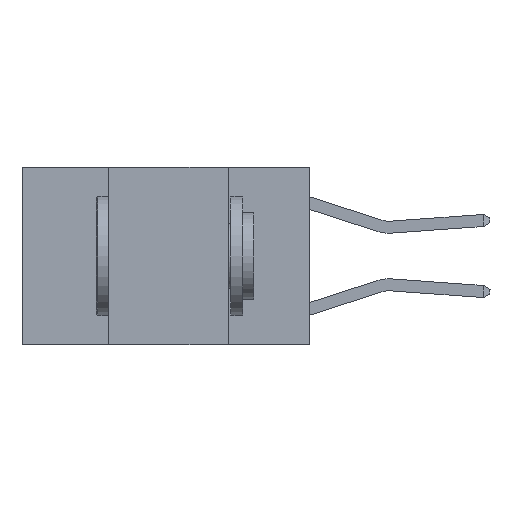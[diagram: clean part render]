
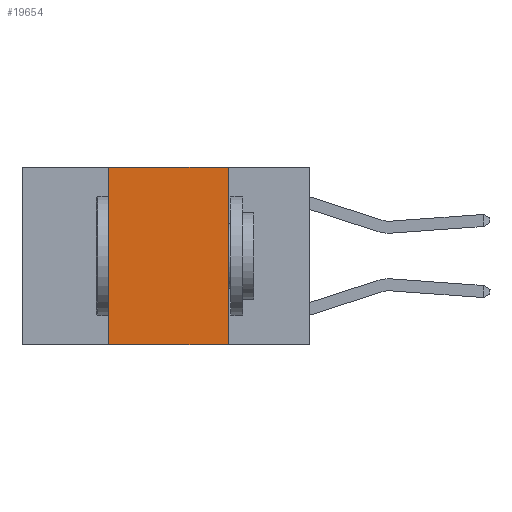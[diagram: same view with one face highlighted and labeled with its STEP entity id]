
A CAD part, left-side view. The second image highlights one B-rep face of the part: STEP entity #19654.
In plain terms, the highlighted planar face has unit normal (-1, 0, 0).
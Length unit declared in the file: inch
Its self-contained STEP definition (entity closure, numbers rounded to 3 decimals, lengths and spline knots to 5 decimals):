
#1561 = CARTESIAN_POINT ( 'NONE',  ( 0., 0.17, -0.37 ) ) ;
#1564 = VECTOR ( 'NONE', #17200, 39.37008 ) ;
#2232 = VERTEX_POINT ( 'NONE', #9054 ) ;
#3032 = LINE ( 'NONE', #17359, #13698 ) ;
#4647 = DIRECTION ( 'NONE',  ( 0., 0., 1. ) ) ;
#5196 = ORIENTED_EDGE ( 'NONE', *, *, #9529, .F. ) ;
#5349 = PLANE ( 'NONE',  #20332 ) ;
#5413 = EDGE_CURVE ( 'NONE', #16682, #13436, #15487, .T. ) ;
#6047 = EDGE_CURVE ( 'NONE', #2232, #13436, #14727, .T. ) ;
#7015 = DIRECTION ( 'NONE',  ( 0., 0., -1. ) ) ;
#7189 = EDGE_CURVE ( 'NONE', #15467, #2232, #19438, .T. ) ;
#7196 = CARTESIAN_POINT ( 'NONE',  ( 0., 0.6, 0. ) ) ;
#9054 = CARTESIAN_POINT ( 'NONE',  ( 0., 0.17, 0. ) ) ;
#9529 = EDGE_CURVE ( 'NONE', #16682, #15467, #3032, .T. ) ;
#10125 = CARTESIAN_POINT ( 'NONE',  ( 0., 0.42, 0. ) ) ;
#11003 = VECTOR ( 'NONE', #20708, 39.37008 ) ;
#11675 = DIRECTION ( 'NONE',  ( 1., 0., 0. ) ) ;
#12667 = VECTOR ( 'NONE', #17045, 39.37008 ) ;
#13139 = CARTESIAN_POINT ( 'NONE',  ( 0., 0.17, 0. ) ) ;
#13436 = VERTEX_POINT ( 'NONE', #1561 ) ;
#13698 = VECTOR ( 'NONE', #4647, 39.37008 ) ;
#13928 = CARTESIAN_POINT ( 'NONE',  ( 0., 0.42, -0.37 ) ) ;
#14727 = LINE ( 'NONE', #13139, #12667 ) ;
#14753 = EDGE_LOOP ( 'NONE', ( #15689, #17690, #5196, #16489 ) ) ;
#15467 = VERTEX_POINT ( 'NONE', #10125 ) ;
#15487 = LINE ( 'NONE', #18781, #1564 ) ;
#15689 = ORIENTED_EDGE ( 'NONE', *, *, #6047, .F. ) ;
#16271 = CARTESIAN_POINT ( 'NONE',  ( 0., 0.6, 0. ) ) ;
#16489 = ORIENTED_EDGE ( 'NONE', *, *, #5413, .T. ) ;
#16682 = VERTEX_POINT ( 'NONE', #13928 ) ;
#17045 = DIRECTION ( 'NONE',  ( 0., 0., -1. ) ) ;
#17200 = DIRECTION ( 'NONE',  ( 0., -1., 0. ) ) ;
#17359 = CARTESIAN_POINT ( 'NONE',  ( 0., 0.42, 0. ) ) ;
#17690 = ORIENTED_EDGE ( 'NONE', *, *, #7189, .F. ) ;
#18781 = CARTESIAN_POINT ( 'NONE',  ( 0., 0.6, -0.37 ) ) ;
#19438 = LINE ( 'NONE', #16271, #11003 ) ;
#19654 = ADVANCED_FACE ( 'NONE', ( #20059 ), #5349, .F. ) ;
#20059 = FACE_OUTER_BOUND ( 'NONE', #14753, .T. ) ;
#20332 = AXIS2_PLACEMENT_3D ( 'NONE', #7196, #11675, #7015 ) ;
#20708 = DIRECTION ( 'NONE',  ( 0., -1., 0. ) ) ;
